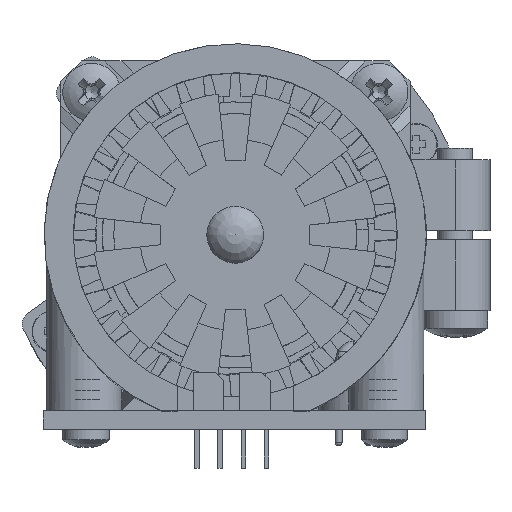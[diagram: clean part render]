
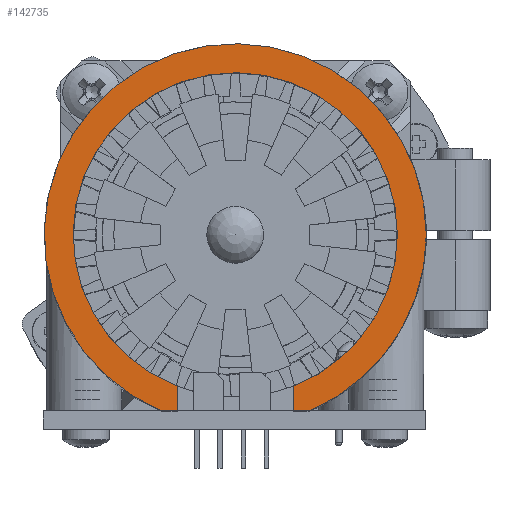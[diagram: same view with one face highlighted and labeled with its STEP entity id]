
A CAD part, top view. The second image highlights one B-rep face of the part: STEP entity #142735.
In plain terms, the highlighted planar face has unit normal (0, 0, 1).
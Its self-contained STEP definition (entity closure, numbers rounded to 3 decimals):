
#137404 = CYLINDRICAL_SURFACE('',#137405,16.5);
#137405 = AXIS2_PLACEMENT_3D('',#137406,#137407,#137408);
#137406 = CARTESIAN_POINT('',(0.,0.,0.));
#137407 = DIRECTION('',(-0.,-0.,-1.));
#137408 = DIRECTION('',(1.,0.,0.));
#138233 = VERTEX_POINT('',#138234);
#138234 = CARTESIAN_POINT('',(16.5,0.,26.5));
#138255 = EDGE_CURVE('',#138233,#138256,#138258,.T.);
#138256 = VERTEX_POINT('',#138257);
#138257 = CARTESIAN_POINT('',(-6.375,-15.219,26.5));
#138258 = SURFACE_CURVE('',#138259,(#138264,#138271),.PCURVE_S1.);
#138259 = CIRCLE('',#138260,16.5);
#138260 = AXIS2_PLACEMENT_3D('',#138261,#138262,#138263);
#138261 = CARTESIAN_POINT('',(0.,0.,26.5));
#138262 = DIRECTION('',(0.,0.,1.));
#138263 = DIRECTION('',(1.,0.,0.));
#138264 = PCURVE('',#137404,#138265);
#138265 = DEFINITIONAL_REPRESENTATION('',(#138266),#138270);
#138266 = LINE('',#138267,#138268);
#138267 = CARTESIAN_POINT('',(-0.,-26.5));
#138268 = VECTOR('',#138269,1.);
#138269 = DIRECTION('',(-1.,0.));
#138270 = ( GEOMETRIC_REPRESENTATION_CONTEXT(2) 
PARAMETRIC_REPRESENTATION_CONTEXT() REPRESENTATION_CONTEXT('2D SPACE',''
  ) );
#138271 = PCURVE('',#138272,#138277);
#138272 = PLANE('',#138273);
#138273 = AXIS2_PLACEMENT_3D('',#138274,#138275,#138276);
#138274 = CARTESIAN_POINT('',(0.,0.,26.5));
#138275 = DIRECTION('',(0.,0.,1.));
#138276 = DIRECTION('',(1.,0.,0.));
#138277 = DEFINITIONAL_REPRESENTATION('',(#138278),#138282);
#138278 = CIRCLE('',#138279,16.5);
#138279 = AXIS2_PLACEMENT_2D('',#138280,#138281);
#138280 = CARTESIAN_POINT('',(0.,0.));
#138281 = DIRECTION('',(1.,0.));
#138282 = ( GEOMETRIC_REPRESENTATION_CONTEXT(2) 
PARAMETRIC_REPRESENTATION_CONTEXT() REPRESENTATION_CONTEXT('2D SPACE',''
  ) );
#138300 = PLANE('',#138301);
#138301 = AXIS2_PLACEMENT_3D('',#138302,#138303,#138304);
#138302 = CARTESIAN_POINT('',(-6.375,-15.219,14.));
#138303 = DIRECTION('',(0.,1.,0.));
#138304 = DIRECTION('',(1.,0.,0.));
#138402 = VERTEX_POINT('',#138403);
#138403 = CARTESIAN_POINT('',(6.375,-15.219,26.5));
#138424 = EDGE_CURVE('',#138402,#138233,#138425,.T.);
#138425 = SURFACE_CURVE('',#138426,(#138431,#138438),.PCURVE_S1.);
#138426 = CIRCLE('',#138427,16.5);
#138427 = AXIS2_PLACEMENT_3D('',#138428,#138429,#138430);
#138428 = CARTESIAN_POINT('',(0.,0.,26.5));
#138429 = DIRECTION('',(0.,0.,1.));
#138430 = DIRECTION('',(1.,0.,0.));
#138431 = PCURVE('',#137404,#138432);
#138432 = DEFINITIONAL_REPRESENTATION('',(#138433),#138437);
#138433 = LINE('',#138434,#138435);
#138434 = CARTESIAN_POINT('',(-0.,-26.5));
#138435 = VECTOR('',#138436,1.);
#138436 = DIRECTION('',(-1.,0.));
#138437 = ( GEOMETRIC_REPRESENTATION_CONTEXT(2) 
PARAMETRIC_REPRESENTATION_CONTEXT() REPRESENTATION_CONTEXT('2D SPACE',''
  ) );
#138438 = PCURVE('',#138272,#138439);
#138439 = DEFINITIONAL_REPRESENTATION('',(#138440),#138444);
#138440 = CIRCLE('',#138441,16.5);
#138441 = AXIS2_PLACEMENT_2D('',#138442,#138443);
#138442 = CARTESIAN_POINT('',(0.,0.));
#138443 = DIRECTION('',(1.,0.));
#138444 = ( GEOMETRIC_REPRESENTATION_CONTEXT(2) 
PARAMETRIC_REPRESENTATION_CONTEXT() REPRESENTATION_CONTEXT('2D SPACE',''
  ) );
#142633 = CYLINDRICAL_SURFACE('',#142634,14.);
#142634 = AXIS2_PLACEMENT_3D('',#142635,#142636,#142637);
#142635 = CARTESIAN_POINT('',(0.,0.,0.));
#142636 = DIRECTION('',(-0.,-0.,-1.));
#142637 = DIRECTION('',(1.,0.,0.));
#142735 = ADVANCED_FACE('',(#142736),#138272,.T.);
#142736 = FACE_BOUND('',#142737,.T.);
#142737 = EDGE_LOOP('',(#142738,#142761,#142762,#142763,#142786,#142814,
    #142838,#142862));
#142738 = ORIENTED_EDGE('',*,*,#142739,.F.);
#142739 = EDGE_CURVE('',#138402,#142740,#142742,.T.);
#142740 = VERTEX_POINT('',#142741);
#142741 = CARTESIAN_POINT('',(5.,-15.219,26.5));
#142742 = SURFACE_CURVE('',#142743,(#142747,#142754),.PCURVE_S1.);
#142743 = LINE('',#142744,#142745);
#142744 = CARTESIAN_POINT('',(-3.188,-15.219,26.5));
#142745 = VECTOR('',#142746,1.);
#142746 = DIRECTION('',(-1.,0.,0.));
#142747 = PCURVE('',#138272,#142748);
#142748 = DEFINITIONAL_REPRESENTATION('',(#142749),#142753);
#142749 = LINE('',#142750,#142751);
#142750 = CARTESIAN_POINT('',(-3.188,-15.219));
#142751 = VECTOR('',#142752,1.);
#142752 = DIRECTION('',(-1.,0.));
#142753 = ( GEOMETRIC_REPRESENTATION_CONTEXT(2) 
PARAMETRIC_REPRESENTATION_CONTEXT() REPRESENTATION_CONTEXT('2D SPACE',''
  ) );
#142754 = PCURVE('',#138300,#142755);
#142755 = DEFINITIONAL_REPRESENTATION('',(#142756),#142760);
#142756 = LINE('',#142757,#142758);
#142757 = CARTESIAN_POINT('',(3.188,-12.5));
#142758 = VECTOR('',#142759,1.);
#142759 = DIRECTION('',(-1.,0.));
#142760 = ( GEOMETRIC_REPRESENTATION_CONTEXT(2) 
PARAMETRIC_REPRESENTATION_CONTEXT() REPRESENTATION_CONTEXT('2D SPACE',''
  ) );
#142761 = ORIENTED_EDGE('',*,*,#138424,.T.);
#142762 = ORIENTED_EDGE('',*,*,#138255,.T.);
#142763 = ORIENTED_EDGE('',*,*,#142764,.F.);
#142764 = EDGE_CURVE('',#142765,#138256,#142767,.T.);
#142765 = VERTEX_POINT('',#142766);
#142766 = CARTESIAN_POINT('',(-5.,-15.219,26.5));
#142767 = SURFACE_CURVE('',#142768,(#142772,#142779),.PCURVE_S1.);
#142768 = LINE('',#142769,#142770);
#142769 = CARTESIAN_POINT('',(-3.188,-15.219,26.5));
#142770 = VECTOR('',#142771,1.);
#142771 = DIRECTION('',(-1.,0.,0.));
#142772 = PCURVE('',#138272,#142773);
#142773 = DEFINITIONAL_REPRESENTATION('',(#142774),#142778);
#142774 = LINE('',#142775,#142776);
#142775 = CARTESIAN_POINT('',(-3.188,-15.219));
#142776 = VECTOR('',#142777,1.);
#142777 = DIRECTION('',(-1.,0.));
#142778 = ( GEOMETRIC_REPRESENTATION_CONTEXT(2) 
PARAMETRIC_REPRESENTATION_CONTEXT() REPRESENTATION_CONTEXT('2D SPACE',''
  ) );
#142779 = PCURVE('',#138300,#142780);
#142780 = DEFINITIONAL_REPRESENTATION('',(#142781),#142785);
#142781 = LINE('',#142782,#142783);
#142782 = CARTESIAN_POINT('',(3.188,-12.5));
#142783 = VECTOR('',#142784,1.);
#142784 = DIRECTION('',(-1.,0.));
#142785 = ( GEOMETRIC_REPRESENTATION_CONTEXT(2) 
PARAMETRIC_REPRESENTATION_CONTEXT() REPRESENTATION_CONTEXT('2D SPACE',''
  ) );
#142786 = ORIENTED_EDGE('',*,*,#142787,.F.);
#142787 = EDGE_CURVE('',#142788,#142765,#142790,.T.);
#142788 = VERTEX_POINT('',#142789);
#142789 = CARTESIAN_POINT('',(-5.,-13.077,26.5));
#142790 = SURFACE_CURVE('',#142791,(#142795,#142802),.PCURVE_S1.);
#142791 = LINE('',#142792,#142793);
#142792 = CARTESIAN_POINT('',(-5.,0.,26.5));
#142793 = VECTOR('',#142794,1.);
#142794 = DIRECTION('',(-0.,-1.,0.));
#142795 = PCURVE('',#138272,#142796);
#142796 = DEFINITIONAL_REPRESENTATION('',(#142797),#142801);
#142797 = LINE('',#142798,#142799);
#142798 = CARTESIAN_POINT('',(-5.,0.));
#142799 = VECTOR('',#142800,1.);
#142800 = DIRECTION('',(0.,-1.));
#142801 = ( GEOMETRIC_REPRESENTATION_CONTEXT(2) 
PARAMETRIC_REPRESENTATION_CONTEXT() REPRESENTATION_CONTEXT('2D SPACE',''
  ) );
#142802 = PCURVE('',#142803,#142808);
#142803 = PLANE('',#142804);
#142804 = AXIS2_PLACEMENT_3D('',#142805,#142806,#142807);
#142805 = CARTESIAN_POINT('',(-5.,0.,26.5));
#142806 = DIRECTION('',(1.,0.,0.));
#142807 = DIRECTION('',(0.,0.,-1.));
#142808 = DEFINITIONAL_REPRESENTATION('',(#142809),#142813);
#142809 = LINE('',#142810,#142811);
#142810 = CARTESIAN_POINT('',(0.,0.));
#142811 = VECTOR('',#142812,1.);
#142812 = DIRECTION('',(0.,-1.));
#142813 = ( GEOMETRIC_REPRESENTATION_CONTEXT(2) 
PARAMETRIC_REPRESENTATION_CONTEXT() REPRESENTATION_CONTEXT('2D SPACE',''
  ) );
#142814 = ORIENTED_EDGE('',*,*,#142815,.F.);
#142815 = EDGE_CURVE('',#142816,#142788,#142818,.T.);
#142816 = VERTEX_POINT('',#142817);
#142817 = CARTESIAN_POINT('',(14.,0.,26.5));
#142818 = SURFACE_CURVE('',#142819,(#142824,#142831),.PCURVE_S1.);
#142819 = CIRCLE('',#142820,14.);
#142820 = AXIS2_PLACEMENT_3D('',#142821,#142822,#142823);
#142821 = CARTESIAN_POINT('',(0.,0.,26.5));
#142822 = DIRECTION('',(0.,0.,1.));
#142823 = DIRECTION('',(1.,0.,0.));
#142824 = PCURVE('',#138272,#142825);
#142825 = DEFINITIONAL_REPRESENTATION('',(#142826),#142830);
#142826 = CIRCLE('',#142827,14.);
#142827 = AXIS2_PLACEMENT_2D('',#142828,#142829);
#142828 = CARTESIAN_POINT('',(0.,0.));
#142829 = DIRECTION('',(1.,0.));
#142830 = ( GEOMETRIC_REPRESENTATION_CONTEXT(2) 
PARAMETRIC_REPRESENTATION_CONTEXT() REPRESENTATION_CONTEXT('2D SPACE',''
  ) );
#142831 = PCURVE('',#142633,#142832);
#142832 = DEFINITIONAL_REPRESENTATION('',(#142833),#142837);
#142833 = LINE('',#142834,#142835);
#142834 = CARTESIAN_POINT('',(-0.,-26.5));
#142835 = VECTOR('',#142836,1.);
#142836 = DIRECTION('',(-1.,0.));
#142837 = ( GEOMETRIC_REPRESENTATION_CONTEXT(2) 
PARAMETRIC_REPRESENTATION_CONTEXT() REPRESENTATION_CONTEXT('2D SPACE',''
  ) );
#142838 = ORIENTED_EDGE('',*,*,#142839,.F.);
#142839 = EDGE_CURVE('',#142840,#142816,#142842,.T.);
#142840 = VERTEX_POINT('',#142841);
#142841 = CARTESIAN_POINT('',(5.,-13.077,26.5));
#142842 = SURFACE_CURVE('',#142843,(#142848,#142855),.PCURVE_S1.);
#142843 = CIRCLE('',#142844,14.);
#142844 = AXIS2_PLACEMENT_3D('',#142845,#142846,#142847);
#142845 = CARTESIAN_POINT('',(0.,0.,26.5));
#142846 = DIRECTION('',(0.,0.,1.));
#142847 = DIRECTION('',(1.,0.,0.));
#142848 = PCURVE('',#138272,#142849);
#142849 = DEFINITIONAL_REPRESENTATION('',(#142850),#142854);
#142850 = CIRCLE('',#142851,14.);
#142851 = AXIS2_PLACEMENT_2D('',#142852,#142853);
#142852 = CARTESIAN_POINT('',(0.,0.));
#142853 = DIRECTION('',(1.,0.));
#142854 = ( GEOMETRIC_REPRESENTATION_CONTEXT(2) 
PARAMETRIC_REPRESENTATION_CONTEXT() REPRESENTATION_CONTEXT('2D SPACE',''
  ) );
#142855 = PCURVE('',#142633,#142856);
#142856 = DEFINITIONAL_REPRESENTATION('',(#142857),#142861);
#142857 = LINE('',#142858,#142859);
#142858 = CARTESIAN_POINT('',(-0.,-26.5));
#142859 = VECTOR('',#142860,1.);
#142860 = DIRECTION('',(-1.,0.));
#142861 = ( GEOMETRIC_REPRESENTATION_CONTEXT(2) 
PARAMETRIC_REPRESENTATION_CONTEXT() REPRESENTATION_CONTEXT('2D SPACE',''
  ) );
#142862 = ORIENTED_EDGE('',*,*,#142863,.T.);
#142863 = EDGE_CURVE('',#142840,#142740,#142864,.T.);
#142864 = SURFACE_CURVE('',#142865,(#142869,#142876),.PCURVE_S1.);
#142865 = LINE('',#142866,#142867);
#142866 = CARTESIAN_POINT('',(5.,0.,26.5));
#142867 = VECTOR('',#142868,1.);
#142868 = DIRECTION('',(-0.,-1.,0.));
#142869 = PCURVE('',#138272,#142870);
#142870 = DEFINITIONAL_REPRESENTATION('',(#142871),#142875);
#142871 = LINE('',#142872,#142873);
#142872 = CARTESIAN_POINT('',(5.,0.));
#142873 = VECTOR('',#142874,1.);
#142874 = DIRECTION('',(0.,-1.));
#142875 = ( GEOMETRIC_REPRESENTATION_CONTEXT(2) 
PARAMETRIC_REPRESENTATION_CONTEXT() REPRESENTATION_CONTEXT('2D SPACE',''
  ) );
#142876 = PCURVE('',#142877,#142882);
#142877 = PLANE('',#142878);
#142878 = AXIS2_PLACEMENT_3D('',#142879,#142880,#142881);
#142879 = CARTESIAN_POINT('',(5.,0.,18.5));
#142880 = DIRECTION('',(-1.,0.,0.));
#142881 = DIRECTION('',(0.,0.,1.));
#142882 = DEFINITIONAL_REPRESENTATION('',(#142883),#142887);
#142883 = LINE('',#142884,#142885);
#142884 = CARTESIAN_POINT('',(8.,0.));
#142885 = VECTOR('',#142886,1.);
#142886 = DIRECTION('',(0.,-1.));
#142887 = ( GEOMETRIC_REPRESENTATION_CONTEXT(2) 
PARAMETRIC_REPRESENTATION_CONTEXT() REPRESENTATION_CONTEXT('2D SPACE',''
  ) );
